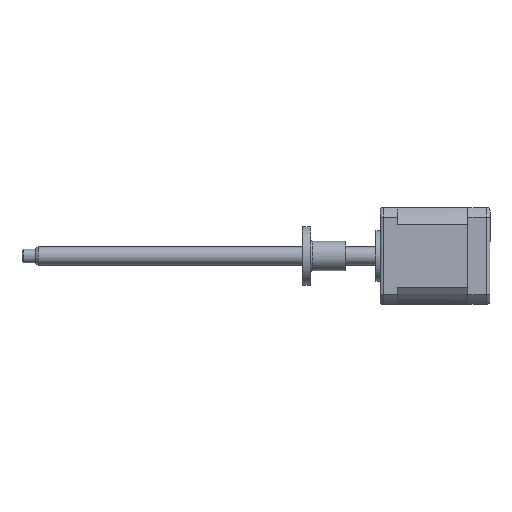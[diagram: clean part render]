
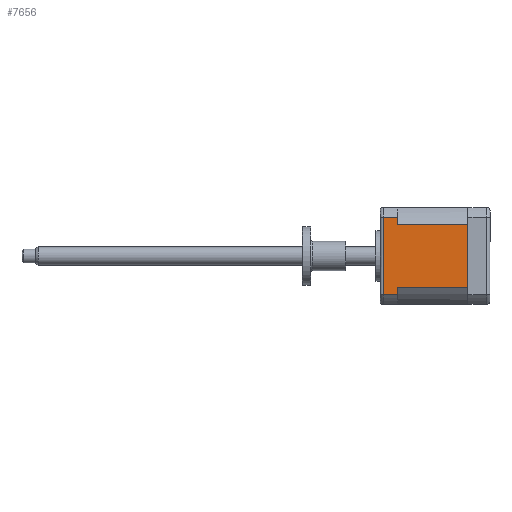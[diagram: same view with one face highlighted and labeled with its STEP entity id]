
A CAD part, left-side view. The second image highlights one B-rep face of the part: STEP entity #7656.
In plain terms, the highlighted planar face has unit normal (-1, 0, 0).
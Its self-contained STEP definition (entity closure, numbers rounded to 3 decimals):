
#13 = CARTESIAN_POINT ( 'NONE',  ( -38.681, -3.358, 46.944 ) ) ;
#157 = VECTOR ( 'NONE', #8955, 1000. ) ;
#166 = VECTOR ( 'NONE', #1127, 1000. ) ;
#254 = VERTEX_POINT ( 'NONE', #6154 ) ;
#506 = CARTESIAN_POINT ( 'NONE',  ( -38.681, -34.058, 19.756 ) ) ;
#600 = DIRECTION ( 'NONE',  ( 0., 0., 1. ) ) ;
#734 = ORIENTED_EDGE ( 'NONE', *, *, #1833, .T. ) ;
#1127 = DIRECTION ( 'NONE',  ( 0., 1., 0. ) ) ;
#1248 = DIRECTION ( 'NONE',  ( 0., 0., -1. ) ) ;
#1368 = DIRECTION ( 'NONE',  ( 0., 0., 1. ) ) ;
#1598 = ORIENTED_EDGE ( 'NONE', *, *, #2470, .F. ) ;
#1745 = VECTOR ( 'NONE', #5166, 1000. ) ;
#1747 = EDGE_CURVE ( 'NONE', #9664, #5919, #6916, .T. ) ;
#1833 = EDGE_CURVE ( 'NONE', #4124, #3507, #4057, .T. ) ;
#1973 = CARTESIAN_POINT ( 'NONE',  ( -38.681, -34.058, 46.944 ) ) ;
#2106 = LINE ( 'NONE', #1973, #157 ) ;
#2125 = CARTESIAN_POINT ( 'NONE',  ( -38.681, -4.958, 50.196 ) ) ;
#2409 = CARTESIAN_POINT ( 'NONE',  ( -38.681, -3.358, 50.196 ) ) ;
#2470 = EDGE_CURVE ( 'NONE', #5900, #254, #2717, .T. ) ;
#2717 = LINE ( 'NONE', #506, #8711 ) ;
#2907 = CARTESIAN_POINT ( 'NONE',  ( -38.681, -34.058, 46.944 ) ) ;
#2978 = EDGE_CURVE ( 'NONE', #5900, #4124, #2106, .T. ) ;
#3076 = CARTESIAN_POINT ( 'NONE',  ( -38.681, -3.358, 50.196 ) ) ;
#3081 = ORIENTED_EDGE ( 'NONE', *, *, #6551, .F. ) ;
#3507 = VERTEX_POINT ( 'NONE', #3076 ) ;
#3806 = ORIENTED_EDGE ( 'NONE', *, *, #9686, .T. ) ;
#4010 = CARTESIAN_POINT ( 'NONE',  ( -38.681, 2.792, 16.504 ) ) ;
#4057 = LINE ( 'NONE', #2409, #4297 ) ;
#4124 = VERTEX_POINT ( 'NONE', #13 ) ;
#4297 = VECTOR ( 'NONE', #1368, 1000. ) ;
#4797 = VECTOR ( 'NONE', #8530, 1000. ) ;
#4931 = VERTEX_POINT ( 'NONE', #6548 ) ;
#5057 = AXIS2_PLACEMENT_3D ( 'NONE', #9746, #5144, #600 ) ;
#5098 = ORIENTED_EDGE ( 'NONE', *, *, #2978, .T. ) ;
#5144 = DIRECTION ( 'NONE',  ( 1., 0., 0. ) ) ;
#5166 = DIRECTION ( 'NONE',  ( 0., 0., 1. ) ) ;
#5475 = EDGE_CURVE ( 'NONE', #3507, #4931, #9406, .T. ) ;
#5552 = CARTESIAN_POINT ( 'NONE',  ( -38.681, -3.358, 16.504 ) ) ;
#5720 = CARTESIAN_POINT ( 'NONE',  ( -38.681, -34.058, 19.756 ) ) ;
#5851 = VERTEX_POINT ( 'NONE', #6759 ) ;
#5900 = VERTEX_POINT ( 'NONE', #2907 ) ;
#5919 = VERTEX_POINT ( 'NONE', #8446 ) ;
#6154 = CARTESIAN_POINT ( 'NONE',  ( -38.681, -34.058, 19.756 ) ) ;
#6548 = CARTESIAN_POINT ( 'NONE',  ( -38.681, 2.792, 50.196 ) ) ;
#6551 = EDGE_CURVE ( 'NONE', #254, #5851, #9852, .T. ) ;
#6759 = CARTESIAN_POINT ( 'NONE',  ( -38.681, -3.358, 19.756 ) ) ;
#6916 = LINE ( 'NONE', #9191, #4797 ) ;
#7409 = VECTOR ( 'NONE', #8425, 1000. ) ;
#7656 = ADVANCED_FACE ( 'NONE', ( #8685 ), #9771, .F. ) ;
#7712 = LINE ( 'NONE', #9791, #1745 ) ;
#7985 = DIRECTION ( 'NONE',  ( 0., 0., -1. ) ) ;
#8073 = ORIENTED_EDGE ( 'NONE', *, *, #5475, .T. ) ;
#8193 = LINE ( 'NONE', #4010, #9912 ) ;
#8254 = EDGE_CURVE ( 'NONE', #9664, #5851, #7712, .T. ) ;
#8425 = DIRECTION ( 'NONE',  ( 0., 1., 0. ) ) ;
#8446 = CARTESIAN_POINT ( 'NONE',  ( -38.681, 2.792, 16.504 ) ) ;
#8530 = DIRECTION ( 'NONE',  ( 0., 1., 0. ) ) ;
#8685 = FACE_OUTER_BOUND ( 'NONE', #9296, .T. ) ;
#8711 = VECTOR ( 'NONE', #1248, 1000. ) ;
#8818 = ORIENTED_EDGE ( 'NONE', *, *, #1747, .F. ) ;
#8955 = DIRECTION ( 'NONE',  ( 0., 1., 0. ) ) ;
#9039 = ORIENTED_EDGE ( 'NONE', *, *, #8254, .T. ) ;
#9191 = CARTESIAN_POINT ( 'NONE',  ( -38.681, -4.958, 16.504 ) ) ;
#9296 = EDGE_LOOP ( 'NONE', ( #5098, #734, #8073, #3806, #8818, #9039, #3081, #1598 ) ) ;
#9406 = LINE ( 'NONE', #2125, #7409 ) ;
#9664 = VERTEX_POINT ( 'NONE', #5552 ) ;
#9686 = EDGE_CURVE ( 'NONE', #4931, #5919, #8193, .T. ) ;
#9746 = CARTESIAN_POINT ( 'NONE',  ( -38.681, -34.058, 19.756 ) ) ;
#9771 = PLANE ( 'NONE',  #5057 ) ;
#9791 = CARTESIAN_POINT ( 'NONE',  ( -38.681, -3.358, 50.196 ) ) ;
#9852 = LINE ( 'NONE', #5720, #166 ) ;
#9912 = VECTOR ( 'NONE', #7985, 1000. ) ;
